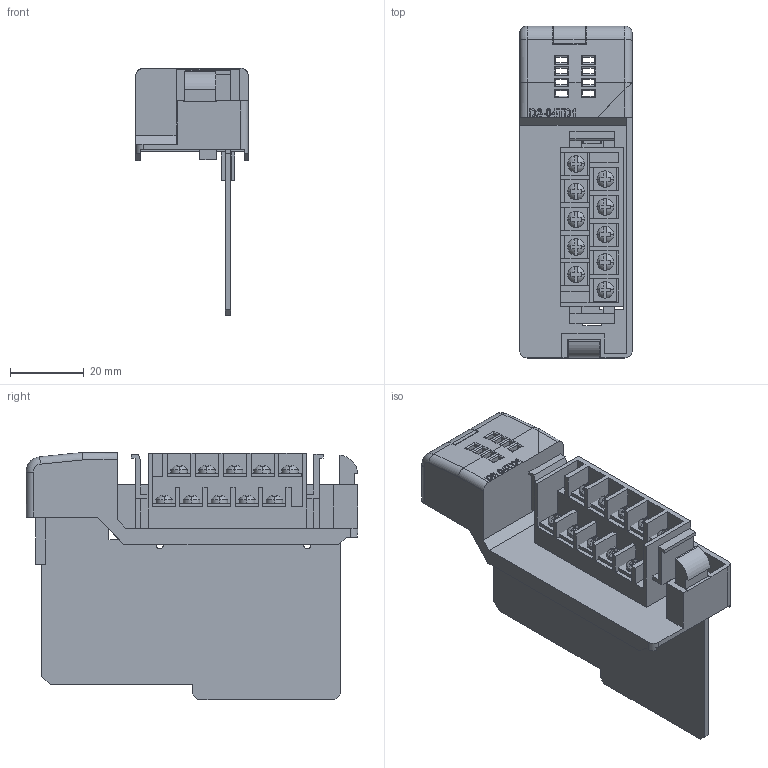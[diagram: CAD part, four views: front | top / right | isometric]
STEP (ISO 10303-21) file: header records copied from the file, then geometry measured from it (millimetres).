
FILE_DESCRIPTION (( 'STEP AP214' ), '1' );
FILE_NAME ('D2-04TD1_ModuleCase_light_NEW.STEP', '2011-02-03T15:27:15', ( ' ' ), ( ' ' ), 'SwSTEP 2.0', 'SolidWorks 2009', '' );
FILE_SCHEMA (( 'AUTOMOTIVE_DESIGN' ));
Length unit declared in the file: millimetre
Products named in the file (1): D2-04TD1_ModuleCase_light_NEW
Bounding box: 30.55 x 90 x 67.14 mm (x, y, z)
Volume: 25602.7 mm3; surface area: 28826.1 mm2
Topology: 4 solids, 4 shells, 586 faces, 1594 edges, 1033 vertices
Faces by surface type: plane 423, cylinder 77, bspline 44, sphere 40, torus 2
Entity records: 26849 total; most frequent: CARTESIAN_POINT 5731, ORIENTED_EDGE 3188, DIRECTION 2803, EDGE_CURVE 1594, VECTOR 1185, LINE 1185, VERTEX_POINT 1033, AXIS2_PLACEMENT_3D 809
